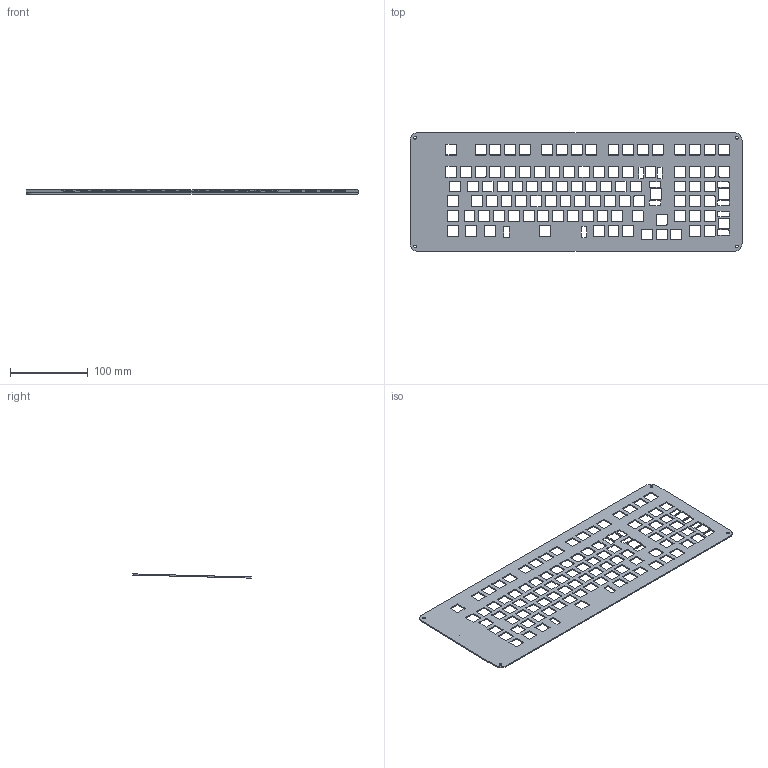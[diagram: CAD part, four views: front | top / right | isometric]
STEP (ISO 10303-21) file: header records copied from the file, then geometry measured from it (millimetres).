
FILE_DESCRIPTION(/* description */ ('','CAx-IF Rec.Pracs.---Representation and Presentation of Product Manufacturing Information (PMI)---4.0---2014-10-13'),/* implementation_level */ '2;1');
FILE_NAME(/* name */ 'plate.step',/* time_stamp */ '2025-03-09T16:31:25+01:00',/* author */ (''),/* organization */ (''),/* preprocessor_version */ 'ST-DEVELOPER v20',/* originating_system */ 'Autodesk Translation Framework v13.20.0.188',/* authorisation */ '');
FILE_SCHEMA (('AP242_MANAGED_MODEL_BASED_3D_ENGINEERING_MIM_LF { 1 0 10303 442 1 1 4 }'));
Products named in the file (1): Speedykeeb_case
Bounding box: 428 x 152.99 x 5.5 mm (x, y, z)
Volume: 67318.9 mm3; surface area: 100652.1 mm2
Topology: 1 solids, 1 shells, 1423 faces, 4152 edges, 2768 vertices
Faces by surface type: plane 589, cylinder 444, bspline 390
Full cylindrical faces by diameter (mm): 3.4 x4
Entity records: 51349 total; most frequent: CARTESIAN_POINT 14974, ORIENTED_EDGE 8304, DIRECTION 6328, EDGE_CURVE 4152, VERTEX_POINT 2768, LINE 2484, VECTOR 2484, AXIS2_PLACEMENT_3D 1922
